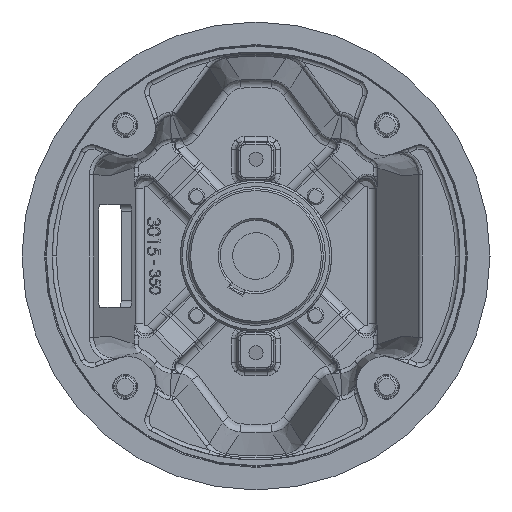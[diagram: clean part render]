
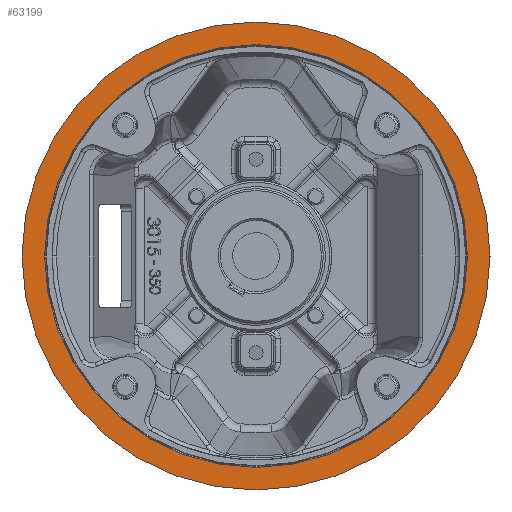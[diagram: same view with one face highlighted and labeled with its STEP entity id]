
A CAD part, left-side view. The second image highlights one B-rep face of the part: STEP entity #63199.
In plain terms, the highlighted planar face has unit normal (-1, 0, 0).
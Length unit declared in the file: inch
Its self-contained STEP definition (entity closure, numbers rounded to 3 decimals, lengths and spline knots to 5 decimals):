
#9409 = AXIS2_PLACEMENT_3D ( 'NONE', #65323, #159704, #22974 ) ;
#22974 = DIRECTION ( 'NONE',  ( 0., -1., 0. ) ) ;
#35792 = EDGE_CURVE ( 'NONE', #148235, #157533, #113261, .T. ) ;
#44253 = DIRECTION ( 'NONE',  ( 0., -1., 0. ) ) ;
#57816 = CARTESIAN_POINT ( 'NONE',  ( -14.463, 6.251, 0. ) ) ;
#58214 = VERTEX_POINT ( 'NONE', #80943 ) ;
#60033 = DIRECTION ( 'NONE',  ( -1., 0., 0. ) ) ;
#61765 = CARTESIAN_POINT ( 'NONE',  ( -14.463, 6.955, 0. ) ) ;
#63199 = ADVANCED_FACE ( 'NONE', ( #115572, #92421 ), #136847, .F. ) ;
#63443 = CARTESIAN_POINT ( 'NONE',  ( -14.463, -6.955, 0. ) ) ;
#64425 = AXIS2_PLACEMENT_3D ( 'NONE', #76495, #145520, #116542 ) ;
#65323 = CARTESIAN_POINT ( 'NONE',  ( -14.463, 0., 0. ) ) ;
#69233 = CIRCLE ( 'NONE', #9409, 6.28225 ) ;
#74154 = CARTESIAN_POINT ( 'NONE',  ( -14.463, 0., 0. ) ) ;
#76495 = CARTESIAN_POINT ( 'NONE',  ( -14.463, 0., 0. ) ) ;
#76886 = EDGE_CURVE ( 'NONE', #157533, #148235, #174898, .T. ) ;
#80943 = CARTESIAN_POINT ( 'NONE',  ( -14.463, 6.28225, 0. ) ) ;
#84471 = AXIS2_PLACEMENT_3D ( 'NONE', #74154, #60033, #153852 ) ;
#92421 = FACE_OUTER_BOUND ( 'NONE', #104686, .T. ) ;
#93154 = ORIENTED_EDGE ( 'NONE', *, *, #150294, .T. ) ;
#96651 = DIRECTION ( 'NONE',  ( 0., -1., 0. ) ) ;
#97739 = ORIENTED_EDGE ( 'NONE', *, *, #35792, .T. ) ;
#104686 = EDGE_LOOP ( 'NONE', ( #97739, #136969 ) ) ;
#109130 = DIRECTION ( 'NONE',  ( 1., 0., 0. ) ) ;
#113261 = CIRCLE ( 'NONE', #84471, 6.955 ) ;
#115572 = FACE_BOUND ( 'NONE', #150708, .T. ) ;
#116542 = DIRECTION ( 'NONE',  ( 0., 1., 0. ) ) ;
#120801 = EDGE_CURVE ( 'NONE', #143212, #58214, #140383, .T. ) ;
#129022 = CARTESIAN_POINT ( 'NONE',  ( -14.463, -6.28225, 0. ) ) ;
#136847 = PLANE ( 'NONE',  #156715 ) ;
#136969 = ORIENTED_EDGE ( 'NONE', *, *, #76886, .T. ) ;
#140383 = CIRCLE ( 'NONE', #170771, 6.28225 ) ;
#143212 = VERTEX_POINT ( 'NONE', #129022 ) ;
#145520 = DIRECTION ( 'NONE',  ( -1., 0., 0. ) ) ;
#147921 = ORIENTED_EDGE ( 'NONE', *, *, #120801, .T. ) ;
#148235 = VERTEX_POINT ( 'NONE', #61765 ) ;
#150294 = EDGE_CURVE ( 'NONE', #58214, #143212, #69233, .T. ) ;
#150708 = EDGE_LOOP ( 'NONE', ( #93154, #147921 ) ) ;
#152790 = DIRECTION ( 'NONE',  ( 1., 0., 0. ) ) ;
#153852 = DIRECTION ( 'NONE',  ( 0., 1., 0. ) ) ;
#156715 = AXIS2_PLACEMENT_3D ( 'NONE', #57816, #152790, #96651 ) ;
#157533 = VERTEX_POINT ( 'NONE', #63443 ) ;
#159704 = DIRECTION ( 'NONE',  ( 1., 0., 0. ) ) ;
#162846 = CARTESIAN_POINT ( 'NONE',  ( -14.463, 0., 0. ) ) ;
#170771 = AXIS2_PLACEMENT_3D ( 'NONE', #162846, #109130, #44253 ) ;
#174898 = CIRCLE ( 'NONE', #64425, 6.955 ) ;
